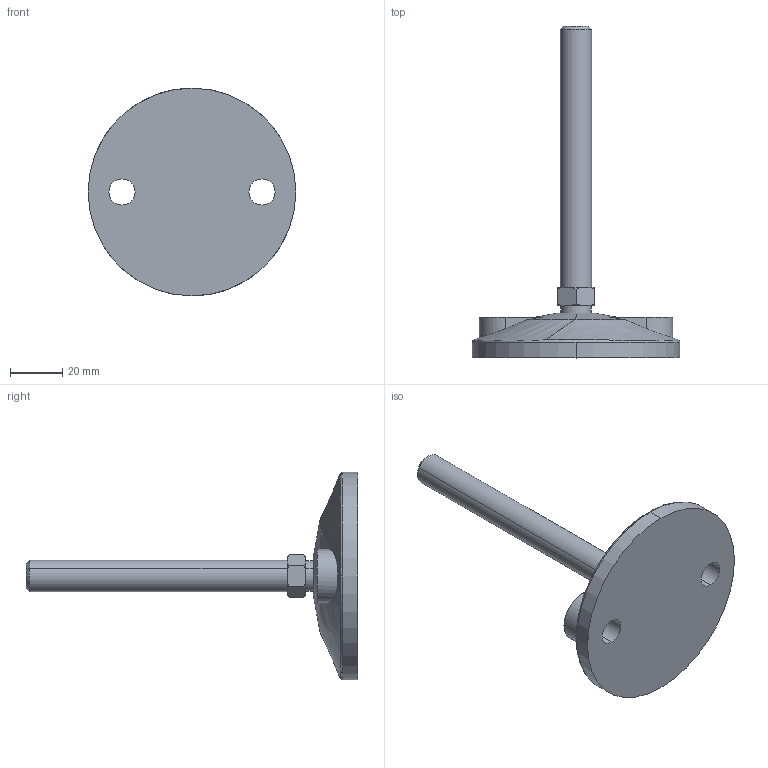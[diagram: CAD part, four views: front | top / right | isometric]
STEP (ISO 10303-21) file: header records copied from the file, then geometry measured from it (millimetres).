
FILE_DESCRIPTION (( 'STEP AP214' ), '1' );
FILE_NAME ('SNSD.30.50.74. Îïîðà ðåãóëèðóåìàÿ Ì12õ100(B77).STEP', '2014-11-26T11:13:44', ( 'XTreme.ws' ), ( 'XTreme.ws' ), 'SwSTEP 2.0', 'SolidWorks 2014', '' );
FILE_SCHEMA (( 'AUTOMOTIVE_DESIGN' ));
Length unit declared in the file: millimetre
Products named in the file (3): SNSD.30.50.71. 鍔錓(A15)B77_00; SNSD.30.50.71. Îïîðà(A15)B77_00; SNSD.30.50.74. Îïîðà ðåãóëèðóåìàÿ Ì12õ100(B77)
Assembly tree (2 placements, depth 2):
  SNSD.30.50.74. Îïîðà ðåãóëèðóåìàÿ Ì12õ100(B77)
    SNSD.30.50.71. Îïîðà(A15)B77_00
    SNSD.30.50.71. 鍔錓(A15)B77_00
Bounding box: 79.5 x 127.02 x 79.5 mm (x, y, z)
Volume: 70756.4 mm3; surface area: 18253.9 mm2
Topology: 2 solids, 4 shells, 88 faces, 226 edges, 144 vertices
Faces by surface type: cone 34, plane 26, cylinder 20, bspline 4, torus 2, sphere 2
Entity records: 3234 total; most frequent: CARTESIAN_POINT 1081, ORIENTED_EDGE 440, DIRECTION 404, EDGE_CURVE 220, AXIS2_PLACEMENT_3D 169, VERTEX_POINT 144, EDGE_LOOP 96, FACE_OUTER_BOUND 88
